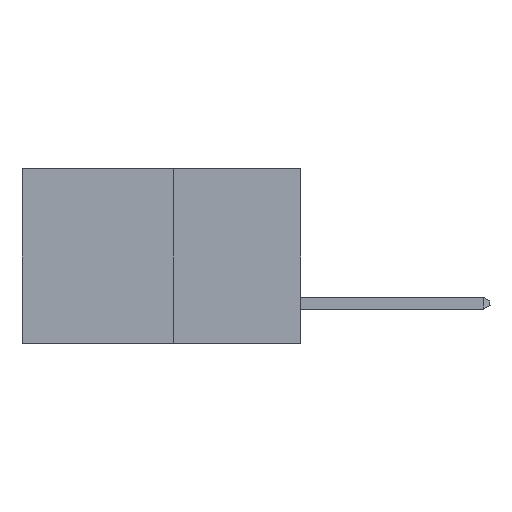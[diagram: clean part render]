
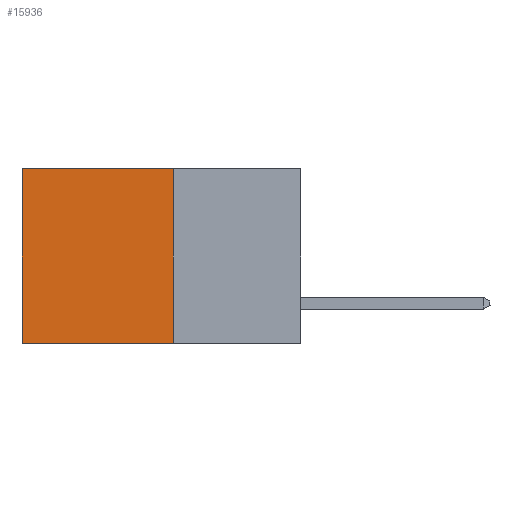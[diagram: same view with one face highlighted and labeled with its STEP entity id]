
A CAD part, left-side view. The second image highlights one B-rep face of the part: STEP entity #15936.
In plain terms, the highlighted planar face has unit normal (-1, 0, 0).
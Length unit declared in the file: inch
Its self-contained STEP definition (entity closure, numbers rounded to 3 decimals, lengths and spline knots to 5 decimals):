
#240 = CARTESIAN_POINT ( 'NONE',  ( 0.277, 0.27, -0.37 ) ) ;
#271 = CARTESIAN_POINT ( 'NONE',  ( 0.277, 0.27, 0. ) ) ;
#2554 = EDGE_CURVE ( 'NONE', #15330, #15127, #19687, .T. ) ;
#2735 = CARTESIAN_POINT ( 'NONE',  ( 0.277, 0.27, 0. ) ) ;
#3534 = LINE ( 'NONE', #12038, #20674 ) ;
#4145 = CARTESIAN_POINT ( 'NONE',  ( 0.277, 0.27, -0.37 ) ) ;
#4403 = CARTESIAN_POINT ( 'NONE',  ( 0.277, 0.27, -0.37 ) ) ;
#4593 = EDGE_LOOP ( 'NONE', ( #9035, #7278, #22234, #6075 ) ) ;
#5013 = DIRECTION ( 'NONE',  ( 0., 1., 0. ) ) ;
#6075 = ORIENTED_EDGE ( 'NONE', *, *, #21474, .T. ) ;
#6462 = DIRECTION ( 'NONE',  ( 0., 1., 0. ) ) ;
#6479 = VECTOR ( 'NONE', #6462, 39.37008 ) ;
#6850 = DIRECTION ( 'NONE',  ( 1., 0., 0. ) ) ;
#7278 = ORIENTED_EDGE ( 'NONE', *, *, #11136, .F. ) ;
#8920 = LINE ( 'NONE', #2735, #26084 ) ;
#9035 = ORIENTED_EDGE ( 'NONE', *, *, #2554, .T. ) ;
#10904 = EDGE_CURVE ( 'NONE', #18375, #28436, #3534, .T. ) ;
#11136 = EDGE_CURVE ( 'NONE', #28436, #15127, #25107, .T. ) ;
#11381 = FACE_OUTER_BOUND ( 'NONE', #4593, .T. ) ;
#12038 = CARTESIAN_POINT ( 'NONE',  ( 0.277, 0.27, -0.37 ) ) ;
#14368 = DIRECTION ( 'NONE',  ( 0., 0., -1. ) ) ;
#15127 = VERTEX_POINT ( 'NONE', #19342 ) ;
#15330 = VERTEX_POINT ( 'NONE', #27054 ) ;
#15936 = ADVANCED_FACE ( 'NONE', ( #11381 ), #30095, .F. ) ;
#17088 = AXIS2_PLACEMENT_3D ( 'NONE', #4403, #6850, #23185 ) ;
#18375 = VERTEX_POINT ( 'NONE', #271 ) ;
#19342 = CARTESIAN_POINT ( 'NONE',  ( 0.277, 0.59, -0.37 ) ) ;
#19687 = LINE ( 'NONE', #25321, #25151 ) ;
#20674 = VECTOR ( 'NONE', #14368, 39.37008 ) ;
#21474 = EDGE_CURVE ( 'NONE', #18375, #15330, #8920, .T. ) ;
#21670 = DIRECTION ( 'NONE',  ( 0., 0., -1. ) ) ;
#22234 = ORIENTED_EDGE ( 'NONE', *, *, #10904, .F. ) ;
#23185 = DIRECTION ( 'NONE',  ( 0., 0., -1. ) ) ;
#25107 = LINE ( 'NONE', #4145, #6479 ) ;
#25151 = VECTOR ( 'NONE', #21670, 39.37008 ) ;
#25321 = CARTESIAN_POINT ( 'NONE',  ( 0.277, 0.59, -0.37 ) ) ;
#26084 = VECTOR ( 'NONE', #5013, 39.37008 ) ;
#27054 = CARTESIAN_POINT ( 'NONE',  ( 0.277, 0.59, 0. ) ) ;
#28436 = VERTEX_POINT ( 'NONE', #240 ) ;
#30095 = PLANE ( 'NONE',  #17088 ) ;
